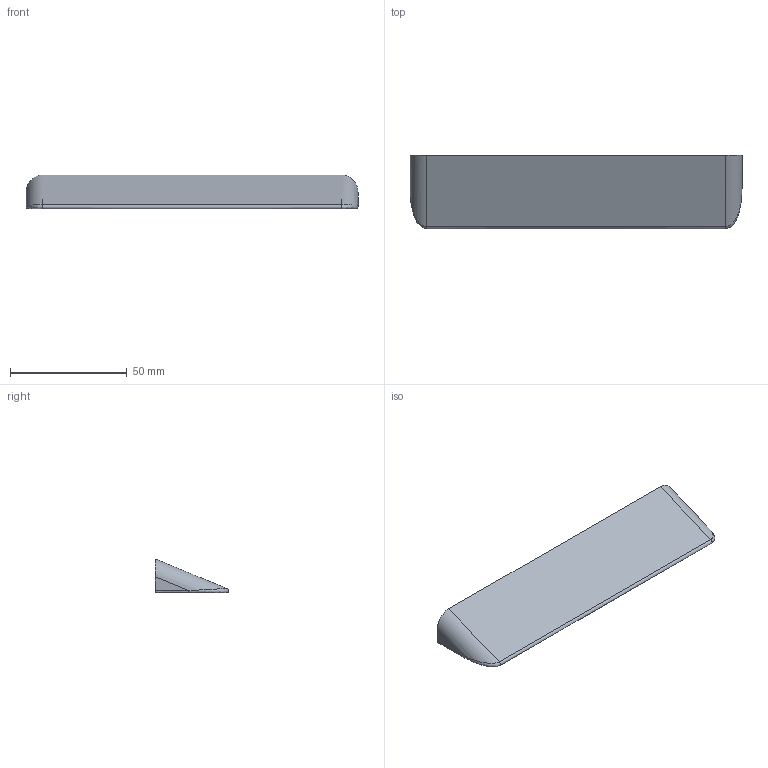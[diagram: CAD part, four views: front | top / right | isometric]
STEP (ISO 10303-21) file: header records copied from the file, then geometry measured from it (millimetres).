
FILE_DESCRIPTION(/* description */ (''),/* implementation_level */ '2;1');
FILE_NAME(/* name */ 'armrest.step',/* time_stamp */ '2025-06-07T16:23:43-04:00',/* author */ (''),/* organization */ (''),/* preprocessor_version */ 'ST-DEVELOPER v20.1',/* originating_system */ 'Autodesk Translation Framework v14.10.0.0',/* authorisation */ '');
FILE_SCHEMA (('AUTOMOTIVE_DESIGN { 1 0 10303 214 3 1 1 }'));
Length unit declared in the file: millimetre
Products named in the file (2): armrest; armrest_1
Assembly tree (1 placements, depth 2):
  armrest
    armrest_1
Bounding box: 142 x 31.3 x 14.5 mm (x, y, z)
Volume: 34876.1 mm3; surface area: 11621.6 mm2
Topology: 1 solids, 1 shells, 12 faces, 26 edges, 16 vertices
Faces by surface type: bspline 5, plane 5, cylinder 2
Entity records: 701 total; most frequent: CARTESIAN_POINT 432, ORIENTED_EDGE 52, DIRECTION 32, EDGE_CURVE 26, B_SPLINE_CURVE_WITH_KNOTS 16, VERTEX_POINT 16, FACE_OUTER_BOUND 12, EDGE_LOOP 12
